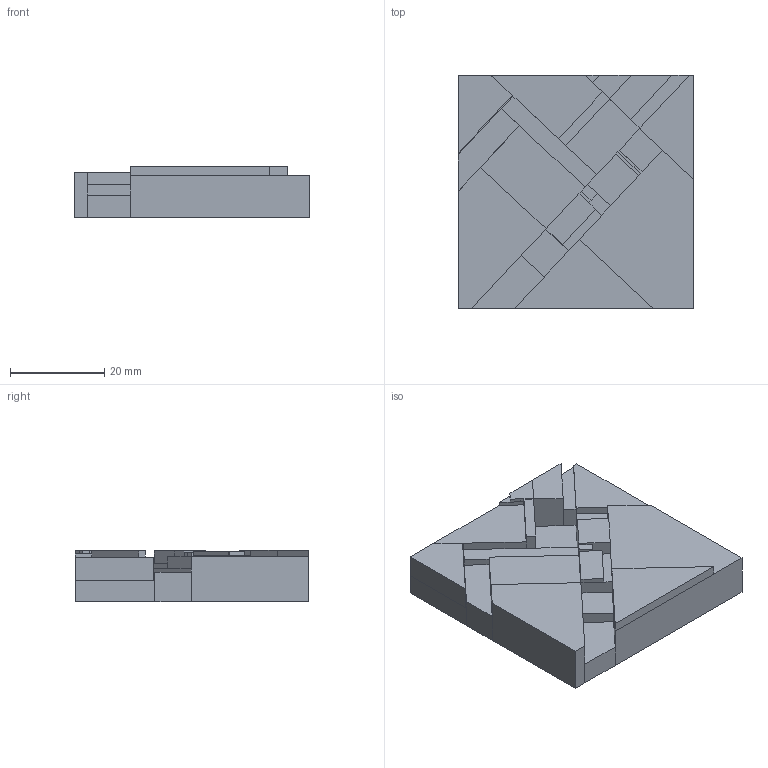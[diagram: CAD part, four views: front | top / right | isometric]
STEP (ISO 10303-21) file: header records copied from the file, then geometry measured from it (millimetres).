
FILE_DESCRIPTION(/* description */ (''),/* implementation_level */ '2;1');
FILE_NAME(/* name */ 'substrate',/* time_stamp */ '2020-03-18T19:02:50+06:00',/* author */ (''),/* organization */ (''),/* preprocessor_version */ 'ST-DEVELOPER v16.5',/* originating_system */ '',/* authorisation */ '');
FILE_SCHEMA (('AUTOMOTIVE_DESIGN'));
Length unit declared in the file: millimetre
Products named in the file (1): Document
Bounding box: 50 x 49.6 x 10.96 mm (x, y, z)
Volume: 21531.8 mm3; surface area: 7884.3 mm2
Topology: 1 solids, 1 shells, 139 faces, 347 edges, 210 vertices
Faces by surface type: bspline 139
Entity records: 7718 total; most frequent: CARTESIAN_POINT 3110, B_SPLINE_CURVE_WITH_KNOTS 1041, ORIENTED_EDGE 694, PCURVE 694, DEFINITIONAL_REPRESENTATION 694, SURFACE_CURVE 347, EDGE_CURVE 347, VERTEX_POINT 210
